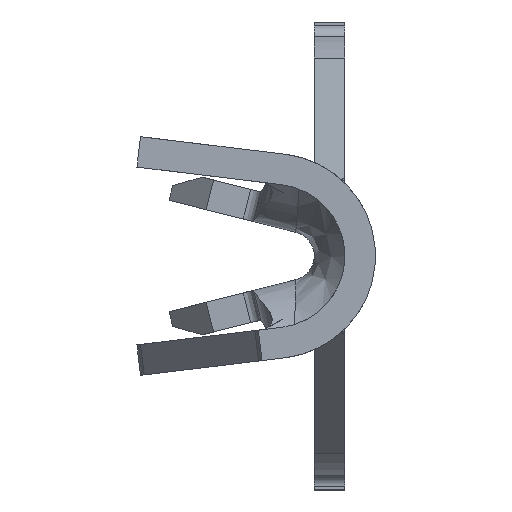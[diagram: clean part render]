
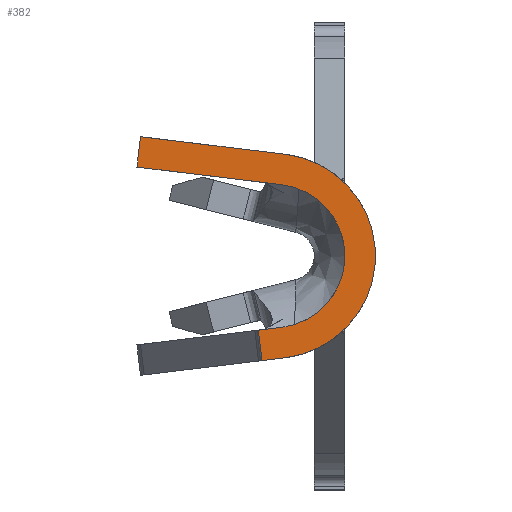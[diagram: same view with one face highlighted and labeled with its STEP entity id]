
A CAD part, left-side view. The second image highlights one B-rep face of the part: STEP entity #382.
In plain terms, the highlighted planar face has unit normal (-1, 0, 0).
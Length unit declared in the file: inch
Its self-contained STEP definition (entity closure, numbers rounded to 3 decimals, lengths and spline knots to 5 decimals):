
#16 = ORIENTED_EDGE ( 'NONE', *, *, #5105, .F. ) ;
#73 = DIRECTION ( 'NONE',  ( 0., -0.993, -0.12 ) ) ;
#93 = EDGE_CURVE ( 'NONE', #2586, #2383, #3291, .T. ) ;
#276 = CARTESIAN_POINT ( 'NONE',  ( -0.54, 0.04134, 0.04666 ) ) ;
#292 = EDGE_CURVE ( 'NONE', #2720, #2383, #1860, .T. ) ;
#382 = ADVANCED_FACE ( 'NONE', ( #2666 ), #4760, .F. ) ;
#461 = DIRECTION ( 'NONE',  ( 1., 0., 0. ) ) ;
#490 = AXIS2_PLACEMENT_3D ( 'NONE', #1986, #4933, #2429 ) ;
#536 = DIRECTION ( 'NONE',  ( 0., 0.993, -0.12 ) ) ;
#779 = CARTESIAN_POINT ( 'NONE',  ( -0.54, 0.04134, -0.04666 ) ) ;
#793 = VECTOR ( 'NONE', #3292, 39.37008 ) ;
#892 = CARTESIAN_POINT ( 'NONE',  ( -0.54, 0.03893, -0.06651 ) ) ;
#1293 = LINE ( 'NONE', #1503, #4682 ) ;
#1503 = CARTESIAN_POINT ( 'NONE',  ( -0.54, 0.136, 0.05815 ) ) ;
#1646 = EDGE_CURVE ( 'NONE', #2586, #4782, #2297, .T. ) ;
#1802 = LINE ( 'NONE', #276, #793 ) ;
#1860 = LINE ( 'NONE', #892, #5100 ) ;
#1876 = DIRECTION ( 'NONE',  ( 0., 0., -1. ) ) ;
#1898 = DIRECTION ( 'NONE',  ( 1., 0., 0. ) ) ;
#1940 = ORIENTED_EDGE ( 'NONE', *, *, #93, .T. ) ;
#1983 = EDGE_CURVE ( 'NONE', #2099, #3024, #1802, .T. ) ;
#1986 = CARTESIAN_POINT ( 'NONE',  ( -0.54, 0.047, 0. ) ) ;
#2099 = VERTEX_POINT ( 'NONE', #4191 ) ;
#2168 = CARTESIAN_POINT ( 'NONE',  ( -0.54, 0.05658, -0.04851 ) ) ;
#2248 = CARTESIAN_POINT ( 'NONE',  ( -0.54, 0.047, 0. ) ) ;
#2297 = LINE ( 'NONE', #779, #2559 ) ;
#2383 = VERTEX_POINT ( 'NONE', #5345 ) ;
#2429 = DIRECTION ( 'NONE',  ( 0., 0., -1. ) ) ;
#2485 = ORIENTED_EDGE ( 'NONE', *, *, #4080, .F. ) ;
#2559 = VECTOR ( 'NONE', #5009, 39.37008 ) ;
#2586 = VERTEX_POINT ( 'NONE', #2168 ) ;
#2637 = ORIENTED_EDGE ( 'NONE', *, *, #4700, .F. ) ;
#2666 = FACE_OUTER_BOUND ( 'NONE', #3936, .T. ) ;
#2667 = CARTESIAN_POINT ( 'NONE',  ( -0.54, 0.03893, 0.06651 ) ) ;
#2720 = VERTEX_POINT ( 'NONE', #4370 ) ;
#3024 = VERTEX_POINT ( 'NONE', #5061 ) ;
#3042 = CARTESIAN_POINT ( 'NONE',  ( -0.54, 0.047, 0. ) ) ;
#3291 = LINE ( 'NONE', #4622, #5496 ) ;
#3292 = DIRECTION ( 'NONE',  ( 0., 0.993, 0.12 ) ) ;
#3457 = DIRECTION ( 'NONE',  ( 0., 0., -1. ) ) ;
#3476 = VERTEX_POINT ( 'NONE', #5200 ) ;
#3510 = ORIENTED_EDGE ( 'NONE', *, *, #3997, .F. ) ;
#3764 = ORIENTED_EDGE ( 'NONE', *, *, #292, .F. ) ;
#3810 = ORIENTED_EDGE ( 'NONE', *, *, #1983, .F. ) ;
#3816 = VERTEX_POINT ( 'NONE', #4589 ) ;
#3936 = EDGE_LOOP ( 'NONE', ( #4471, #1940, #3764, #3510, #2485, #16, #3810, #2637 ) ) ;
#3986 = AXIS2_PLACEMENT_3D ( 'NONE', #2248, #1898, #1876 ) ;
#3997 = EDGE_CURVE ( 'NONE', #3476, #2720, #5290, .T. ) ;
#4048 = DIRECTION ( 'NONE',  ( 0., -0.12, 0.993 ) ) ;
#4080 = EDGE_CURVE ( 'NONE', #3816, #3476, #5023, .T. ) ;
#4191 = CARTESIAN_POINT ( 'NONE',  ( -0.54, 0.04134, 0.04666 ) ) ;
#4370 = CARTESIAN_POINT ( 'NONE',  ( -0.54, 0.03893, -0.06651 ) ) ;
#4471 = ORIENTED_EDGE ( 'NONE', *, *, #1646, .F. ) ;
#4545 = CARTESIAN_POINT ( 'NONE',  ( -0.54, 0.04134, -0.04666 ) ) ;
#4589 = CARTESIAN_POINT ( 'NONE',  ( -0.54, 0.13359, 0.078 ) ) ;
#4622 = CARTESIAN_POINT ( 'NONE',  ( -0.54, 0.05658, -0.04851 ) ) ;
#4682 = VECTOR ( 'NONE', #4048, 39.37008 ) ;
#4700 = EDGE_CURVE ( 'NONE', #4782, #2099, #5160, .T. ) ;
#4760 = PLANE ( 'NONE',  #3986 ) ;
#4782 = VERTEX_POINT ( 'NONE', #4545 ) ;
#4832 = DIRECTION ( 'NONE',  ( 0., -0.12, -0.993 ) ) ;
#4892 = VECTOR ( 'NONE', #73, 39.37008 ) ;
#4933 = DIRECTION ( 'NONE',  ( -1., 0., 0. ) ) ;
#5009 = DIRECTION ( 'NONE',  ( 0., -0.993, 0.12 ) ) ;
#5023 = LINE ( 'NONE', #2667, #4892 ) ;
#5061 = CARTESIAN_POINT ( 'NONE',  ( -0.54, 0.136, 0.05815 ) ) ;
#5073 = AXIS2_PLACEMENT_3D ( 'NONE', #3042, #461, #3457 ) ;
#5100 = VECTOR ( 'NONE', #536, 39.37008 ) ;
#5105 = EDGE_CURVE ( 'NONE', #3024, #3816, #1293, .T. ) ;
#5160 = CIRCLE ( 'NONE', #490, 0.047 ) ;
#5200 = CARTESIAN_POINT ( 'NONE',  ( -0.54, 0.03893, 0.06651 ) ) ;
#5290 = CIRCLE ( 'NONE', #5073, 0.067 ) ;
#5345 = CARTESIAN_POINT ( 'NONE',  ( -0.54, 0.05417, -0.06836 ) ) ;
#5496 = VECTOR ( 'NONE', #4832, 39.37008 ) ;
